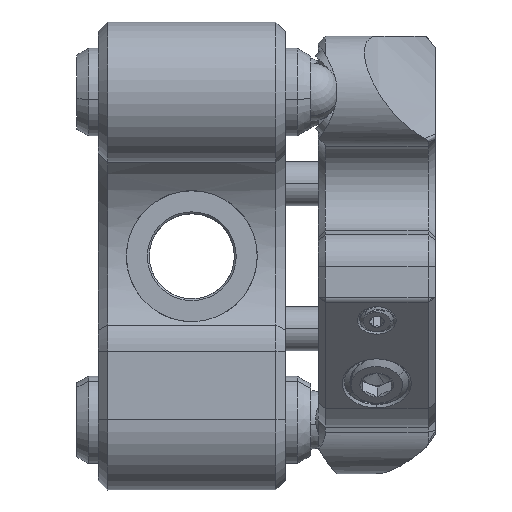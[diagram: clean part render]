
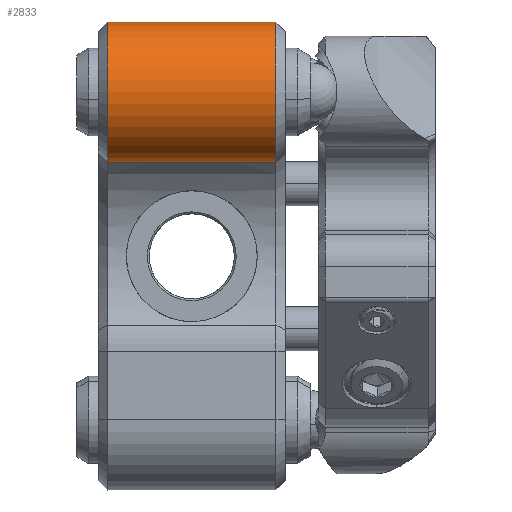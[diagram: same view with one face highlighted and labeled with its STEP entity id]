
A CAD part, top view. The second image highlights one B-rep face of the part: STEP entity #2833.
In plain terms, the highlighted cylindrical face has radius 3.81 mm (diameter 7.62 mm), a partial arc.
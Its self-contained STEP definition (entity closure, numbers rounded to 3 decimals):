
#2833 = ADVANCED_FACE('',(#2834),#2870,.T.);
#2834 = FACE_BOUND('',#2835,.T.);
#2835 = EDGE_LOOP('',(#2836,#2846,#2855,#2863));
#2836 = ORIENTED_EDGE('',*,*,#2837,.T.);
#2837 = EDGE_CURVE('',#2838,#2840,#2842,.T.);
#2838 = VERTEX_POINT('',#2839);
#2839 = CARTESIAN_POINT('',(-12.589,5.08,
    8.89));
#2840 = VERTEX_POINT('',#2841);
#2841 = CARTESIAN_POINT('',(-3.445,5.08,8.89
    ));
#2842 = LINE('',#2843,#2844);
#2843 = CARTESIAN_POINT('',(-13.097,5.08,
    8.89));
#2844 = VECTOR('',#2845,1.);
#2845 = DIRECTION('',(1.,0.,0.));
#2846 = ORIENTED_EDGE('',*,*,#2847,.T.);
#2847 = EDGE_CURVE('',#2840,#2848,#2850,.T.);
#2848 = VERTEX_POINT('',#2849);
#2849 = CARTESIAN_POINT('',(-3.445,12.7,
    8.89));
#2850 = CIRCLE('',#2851,3.81);
#2851 = AXIS2_PLACEMENT_3D('',#2852,#2853,#2854);
#2852 = CARTESIAN_POINT('',(-3.445,8.89,8.89
    ));
#2853 = DIRECTION('',(-1.,0.,0.));
#2854 = DIRECTION('',(0.,-1.,0.));
#2855 = ORIENTED_EDGE('',*,*,#2856,.F.);
#2856 = EDGE_CURVE('',#2857,#2848,#2859,.T.);
#2857 = VERTEX_POINT('',#2858);
#2858 = CARTESIAN_POINT('',(-12.589,12.7,
    8.89));
#2859 = LINE('',#2860,#2861);
#2860 = CARTESIAN_POINT('',(-13.097,12.7,
    8.89));
#2861 = VECTOR('',#2862,1.);
#2862 = DIRECTION('',(1.,0.,0.));
#2863 = ORIENTED_EDGE('',*,*,#2864,.T.);
#2864 = EDGE_CURVE('',#2857,#2838,#2865,.T.);
#2865 = CIRCLE('',#2866,3.81);
#2866 = AXIS2_PLACEMENT_3D('',#2867,#2868,#2869);
#2867 = CARTESIAN_POINT('',(-12.589,8.89,
    8.89));
#2868 = DIRECTION('',(1.,0.,0.));
#2869 = DIRECTION('',(0.,-1.,0.));
#2870 = CYLINDRICAL_SURFACE('',#2871,3.81);
#2871 = AXIS2_PLACEMENT_3D('',#2872,#2873,#2874);
#2872 = CARTESIAN_POINT('',(-13.097,8.89,
    8.89));
#2873 = DIRECTION('',(1.,0.,0.));
#2874 = DIRECTION('',(0.,1.,0.));
